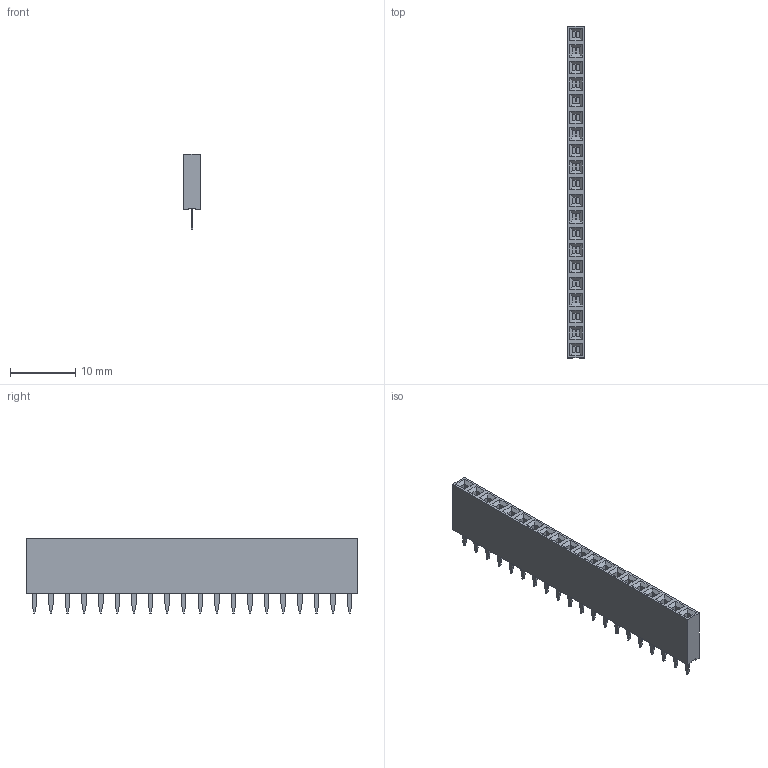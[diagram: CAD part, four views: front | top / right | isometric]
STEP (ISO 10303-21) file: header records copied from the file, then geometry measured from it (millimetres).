
FILE_DESCRIPTION(('FreeCAD Model'),'2;1');
FILE_NAME('Open CASCADE Shape Model','2022-06-14T02:07:52',( 'kicad StepUp'),('ksu MCAD'),'Open CASCADE STEP processor 7.5', 'FreeCAD','Unknown');
FILE_SCHEMA(('AUTOMOTIVE_DESIGN { 1 0 10303 214 1 1 1 1 }'));
Length unit declared in the file: millimetre
Products named in the file (3): PinSocket_P2.54mm_1x20; Body006; Body007
Assembly tree (2 placements, depth 2):
  PinSocket_P2.54mm_1x20
    Body006
    Body007
Bounding box: 2.54 x 50.8 x 11.5 mm (x, y, z)
Volume: 978.4 mm3; surface area: 1904.4 mm2
Topology: 21 solids, 21 shells, 407 faces, 917 edges, 572 vertices
Faces by surface type: plane 387, cylinder 20
Entity records: 23109 total; most frequent: CARTESIAN_POINT 3733, DIRECTION 3611, LINE 2671, VECTOR 2671, ORIENTED_EDGE 1834, PCURVE 1834, DEFINITIONAL_REPRESENTATION 1834, EDGE_CURVE 917
